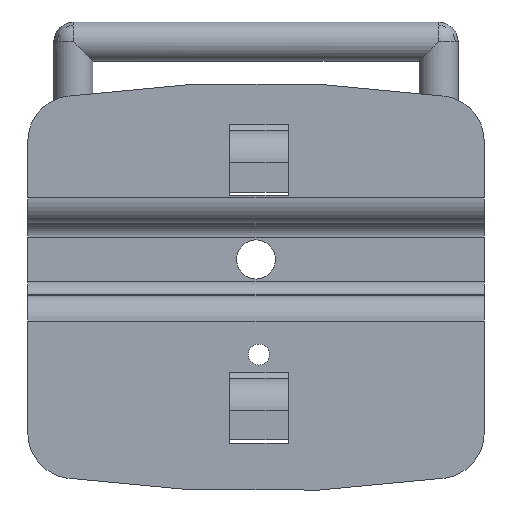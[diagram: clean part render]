
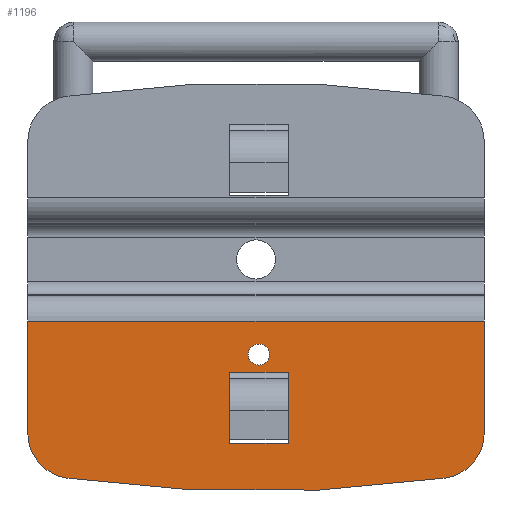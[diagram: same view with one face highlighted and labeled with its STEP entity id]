
A CAD part, front view. The second image highlights one B-rep face of the part: STEP entity #1196.
In plain terms, the highlighted planar face has unit normal (0, -1, 0).
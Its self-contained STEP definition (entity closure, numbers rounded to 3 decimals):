
#800=CARTESIAN_POINT('',(-39.052,0.0,-11.184));
#801=VERTEX_POINT('',#800);
#819=CARTESIAN_POINT('',(-30.052,0.0,-11.184));
#820=VERTEX_POINT('',#819);
#828=CARTESIAN_POINT('',(-30.052,0.0,-11.184));
#829=DIRECTION('',(-1.0,0.0,0.0));
#830=VECTOR('',#829,9.);
#831=LINE('',#828,#830);
#832=EDGE_CURVE('',#820,#801,#831,.T.);
#918=CARTESIAN_POINT('',(-30.052,0.0,-14.1));
#919=VERTEX_POINT('',#918);
#926=CARTESIAN_POINT('',(-39.052,0.0,-14.1));
#927=VERTEX_POINT('',#926);
#1066=CARTESIAN_POINT('',(-30.052,0.0,-11.184));
#1067=DIRECTION('',(0.0,0.0,-1.0));
#1068=VECTOR('',#1067,2.916);
#1069=LINE('',#1066,#1068);
#1070=EDGE_CURVE('',#820,#919,#1069,.T.);
#1091=CARTESIAN_POINT('',(-39.052,0.0,-14.1));
#1092=DIRECTION('',(0.0,0.0,1.0));
#1093=VECTOR('',#1092,2.916);
#1094=LINE('',#1091,#1093);
#1095=EDGE_CURVE('',#927,#801,#1094,.T.);
#1100=CARTESIAN_POINT('',(-35.,0.0,-14.75));
#1101=DIRECTION('',(0.0,1.0,0.0));
#1102=DIRECTION('',(0.0,0.0,1.0));
#1103=AXIS2_PLACEMENT_3D('',#1100,#1101,#1102);
#1104=PLANE('',#1103);
#1105=CARTESIAN_POINT('',(-63.987,0.,-27.447));
#1106=VERTEX_POINT('',#1105);
#1107=CARTESIAN_POINT('',(-70.,0.0,-20.517));
#1108=VERTEX_POINT('',#1107);
#1109=CARTESIAN_POINT('',(-63.,0.,-20.517));
#1110=DIRECTION('',(0.,1.0,0.));
#1111=DIRECTION('',(-0.755,0.,-0.655));
#1112=AXIS2_PLACEMENT_3D('',#1109,#1110,#1111);
#1113=CIRCLE('',#1112,7.);
#1114=EDGE_CURVE('',#1106,#1108,#1113,.T.);
#1115=ORIENTED_EDGE('',*,*,#1114,.F.);
#1116=CARTESIAN_POINT('',(-6.013,0.,-27.447));
#1117=VERTEX_POINT('',#1116);
#1118=CARTESIAN_POINT('',(-35.,0.,176.167));
#1119=DIRECTION('',(0.,-1.0,0.));
#1120=DIRECTION('',(0.17,0.,-0.985));
#1121=AXIS2_PLACEMENT_3D('',#1118,#1119,#1120);
#1122=CIRCLE('',#1121,205.667);
#1123=EDGE_CURVE('',#1106,#1117,#1122,.T.);
#1124=ORIENTED_EDGE('',*,*,#1123,.T.);
#1125=CARTESIAN_POINT('',(0.,0.0,-20.517));
#1126=VERTEX_POINT('',#1125);
#1127=CARTESIAN_POINT('',(-7.,0.,-20.517));
#1128=DIRECTION('',(0.,1.0,0.));
#1129=DIRECTION('',(0.755,0.,-0.655));
#1130=AXIS2_PLACEMENT_3D('',#1127,#1128,#1129);
#1131=CIRCLE('',#1130,7.);
#1132=EDGE_CURVE('',#1126,#1117,#1131,.T.);
#1133=ORIENTED_EDGE('',*,*,#1132,.F.);
#1134=CARTESIAN_POINT('',(0.,0.,-3.356));
#1135=VERTEX_POINT('',#1134);
#1136=CARTESIAN_POINT('',(0.,0.0,-20.517));
#1137=DIRECTION('',(0.0,0.0,1.0));
#1138=VECTOR('',#1137,17.161);
#1139=LINE('',#1136,#1138);
#1140=EDGE_CURVE('',#1126,#1135,#1139,.T.);
#1141=ORIENTED_EDGE('',*,*,#1140,.T.);
#1142=CARTESIAN_POINT('',(-70.,0.,-3.356));
#1143=VERTEX_POINT('',#1142);
#1144=CARTESIAN_POINT('',(0.0,0.0,-3.356));
#1145=DIRECTION('',(-1.0,0.0,0.0));
#1146=VECTOR('',#1145,70.0);
#1147=LINE('',#1144,#1146);
#1148=EDGE_CURVE('',#1135,#1143,#1147,.T.);
#1149=ORIENTED_EDGE('',*,*,#1148,.T.);
#1150=CARTESIAN_POINT('',(-70.,0.0,-3.356));
#1151=DIRECTION('',(0.0,0.0,-1.0));
#1152=VECTOR('',#1151,17.161);
#1153=LINE('',#1150,#1152);
#1154=EDGE_CURVE('',#1143,#1108,#1153,.T.);
#1155=ORIENTED_EDGE('',*,*,#1154,.T.);
#1156=EDGE_LOOP('',(#1115,#1124,#1133,#1141,#1149,#1155));
#1157=FACE_OUTER_BOUND('',#1156,.T.);
#1158=ORIENTED_EDGE('',*,*,#1070,.T.);
#1159=CARTESIAN_POINT('',(-30.052,0.0,-22.1));
#1160=VERTEX_POINT('',#1159);
#1161=CARTESIAN_POINT('',(-30.052,0.0,-14.1));
#1162=DIRECTION('',(0.0,0.0,-1.0));
#1163=VECTOR('',#1162,8.0);
#1164=LINE('',#1161,#1163);
#1165=EDGE_CURVE('',#919,#1160,#1164,.T.);
#1166=ORIENTED_EDGE('',*,*,#1165,.T.);
#1167=CARTESIAN_POINT('',(-39.052,0.0,-22.1));
#1168=VERTEX_POINT('',#1167);
#1169=CARTESIAN_POINT('',(-30.052,0.0,-22.1));
#1170=DIRECTION('',(-1.0,0.0,0.0));
#1171=VECTOR('',#1170,9.);
#1172=LINE('',#1169,#1171);
#1173=EDGE_CURVE('',#1160,#1168,#1172,.T.);
#1174=ORIENTED_EDGE('',*,*,#1173,.T.);
#1175=CARTESIAN_POINT('',(-39.052,0.0,-22.1));
#1176=DIRECTION('',(0.0,0.0,1.0));
#1177=VECTOR('',#1176,8.);
#1178=LINE('',#1175,#1177);
#1179=EDGE_CURVE('',#1168,#927,#1178,.T.);
#1180=ORIENTED_EDGE('',*,*,#1179,.T.);
#1181=ORIENTED_EDGE('',*,*,#1095,.T.);
#1182=ORIENTED_EDGE('',*,*,#832,.F.);
#1183=EDGE_LOOP('',(#1158,#1166,#1174,#1180,#1181,#1182));
#1184=FACE_BOUND('',#1183,.T.);
#1185=CARTESIAN_POINT('',(-36.173,0.0,-8.505));
#1186=VERTEX_POINT('',#1185);
#1187=CARTESIAN_POINT('',(-34.552,0.0,-8.505));
#1188=DIRECTION('',(0.0,1.0,0.0));
#1189=DIRECTION('',(1.0,0.0,0.0));
#1190=AXIS2_PLACEMENT_3D('',#1187,#1188,#1189);
#1191=CIRCLE('',#1190,1.621);
#1192=EDGE_CURVE('',#1186,#1186,#1191,.T.);
#1193=ORIENTED_EDGE('',*,*,#1192,.T.);
#1194=EDGE_LOOP('',(#1193));
#1195=FACE_BOUND('',#1194,.T.);
#1196=ADVANCED_FACE('',(#1157,#1184,#1195),#1104,.F.);
